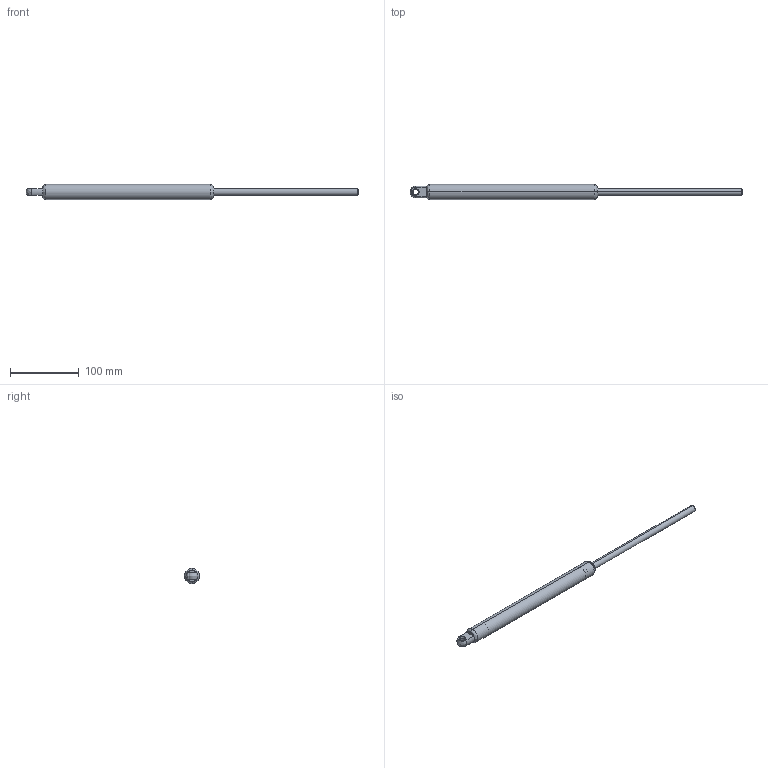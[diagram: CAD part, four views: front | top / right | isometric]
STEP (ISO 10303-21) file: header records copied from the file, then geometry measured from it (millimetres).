
FILE_DESCRIPTION (( 'STEP AP203' ), '1' );
FILE_NAME ('310790_Abkati.step', '2025-02-19T08:43:43', ( '' ), ( '' ), 'SwSTEP 2.0', 'SolidWorks 2014', '' );
FILE_SCHEMA (( 'CONFIG_CONTROL_DESIGN' ));
Length unit declared in the file: millimetre
Products named in the file (4): _E0-10_22(195108); _-10_22(195108A1); 310790_Abkati; _A122AZ
Assembly tree (3 placements, depth 2):
  310790_Abkati
    _-10_22(195108A1)
    _E0-10_22(195108)
    _A122AZ
Bounding box: 483.5 x 22.02 x 22.02 mm (x, y, z)
Volume: 53489.7 mm3; surface area: 41592.6 mm2
Topology: 3 solids, 3 shells, 53 faces, 114 edges, 70 vertices
Faces by surface type: cylinder 20, plane 14, cone 12, bspline 7
Entity records: 2021 total; most frequent: CARTESIAN_POINT 430, DIRECTION 286, ORIENTED_EDGE 224, AXIS2_PLACEMENT_3D 124, EDGE_CURVE 112, CIRCLE 72, VERTEX_POINT 70, EDGE_LOOP 60
